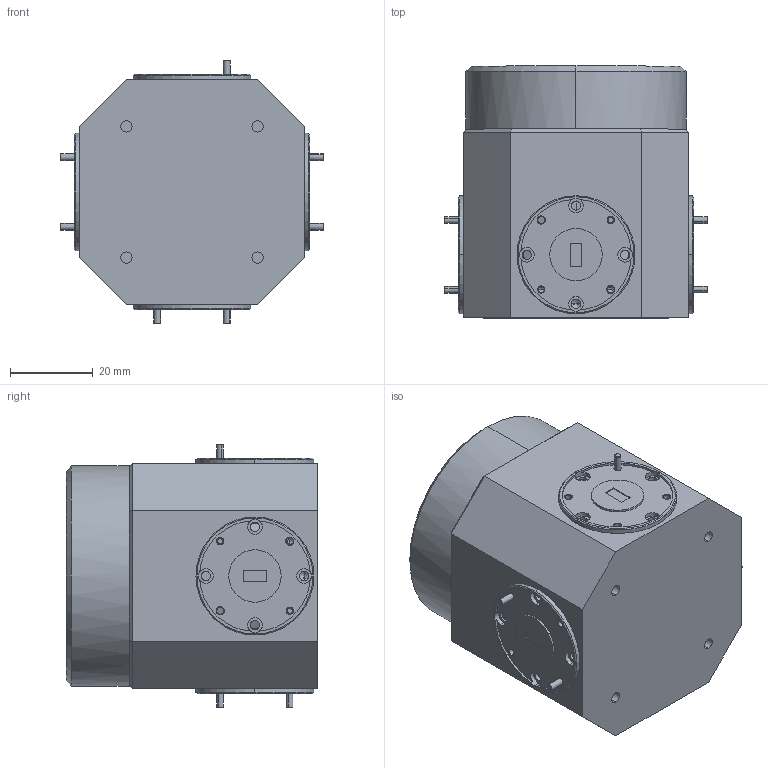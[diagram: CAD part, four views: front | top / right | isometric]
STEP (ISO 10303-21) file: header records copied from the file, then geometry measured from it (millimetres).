
FILE_DESCRIPTION (( 'STEP AP203' ), '1' );
FILE_NAME ('WJ-MQ-A.STEP', '2023-08-11T21:45:11', ( '' ), ( '' ), 'SwSTEP 2.0', 'SolidWorks 2021', '' );
FILE_SCHEMA (( 'CONFIG_CONTROL_DESIGN' ));
Length unit declared in the file: inch
Products named in the file (1): WJ-MQ-A
Bounding box: 63.88 x 60.99 x 63.88 mm (x, y, z)
Volume: 160064.1 mm3; surface area: 18344.3 mm2
Topology: 1 solids, 4 shells, 387 faces, 922 edges, 574 vertices
Faces by surface type: cylinder 185, cone 101, plane 101
Entity records: 11705 total; most frequent: CARTESIAN_POINT 2517, DIRECTION 2054, ORIENTED_EDGE 1796, EDGE_CURVE 898, AXIS2_PLACEMENT_3D 833, VERTEX_POINT 574, CIRCLE 445, EDGE_LOOP 442
